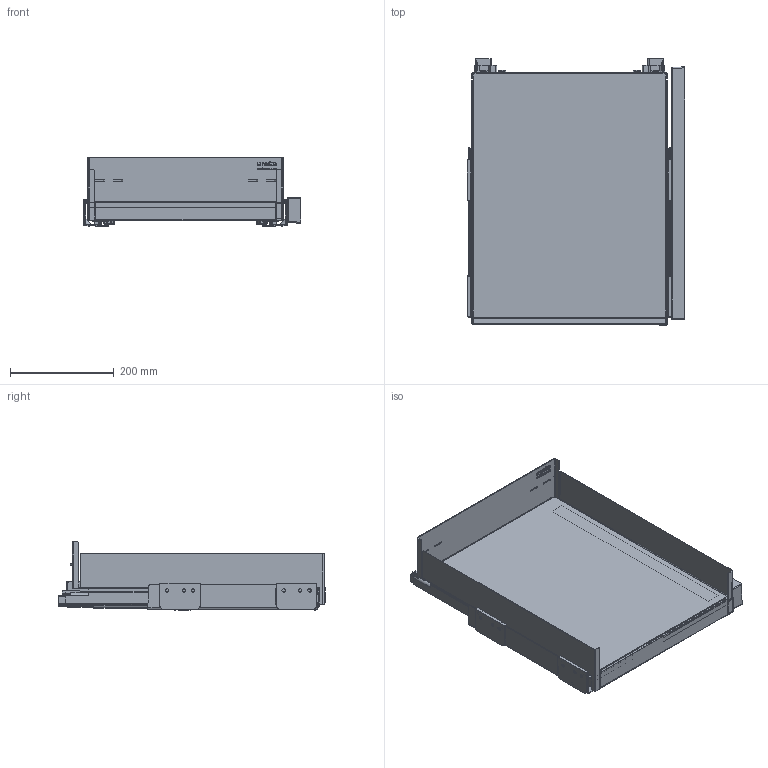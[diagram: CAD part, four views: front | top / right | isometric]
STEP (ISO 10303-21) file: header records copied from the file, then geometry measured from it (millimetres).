
FILE_DESCRIPTION(/* description */ (''),/* implementation_level */ '2;1');
FILE_NAME(/* name */ '3D_200-2717-XX.stp',/* time_stamp */ '2022-03-17T13:23:24+01:00',/* author */ ('as'),/* organization */ (''),/* preprocessor_version */ 'ST-DEVELOPER v18.1',/* originating_system */ 'Autodesk Inventor 2021',/* authorisation */ '');
FILE_SCHEMA (('CONFIG_CONTROL_DESIGN'));
Products named in the file (17): Ex Liro Blum Legrabox 450 mit DL Master 2; Tablar Ex Liro Legrabox 450 mit DL; Ex Liro Abdeckprofil 450 mit DL; Spacer Grass Dynapro; Spacer Grass Dynapro links; Türabweiser; Distanzleiste Grass Dynapro; Vollauszug Blum Legrabox NL 500 L; Vollauszug Blum Legrabox NL 500 L S1; Vollauszug Blum Legrabox NL 500 L S2; Vollauszug Blum Legrabox NL 500 L S3; hhhh; Vollauszug Blum Legrabox NL 500 R; Vollauszug Blum Legrabox NL 500 R S1; Vollauszug Blum Legrabox NL 500 R S2; Vollauszug Blum Legrabox NL 500 R S3; ddd
Assembly tree (18 placements, depth 3):
  Ex Liro Blum Legrabox 450 mit DL Master 2
    Tablar Ex Liro Legrabox 450 mit DL
    Ex Liro Abdeckprofil 450 mit DL
    Spacer Grass Dynapro  x2
    Spacer Grass Dynapro links  x2
    Türabweiser
    Distanzleiste Grass Dynapro
    Vollauszug Blum Legrabox NL 500 L
      Vollauszug Blum Legrabox NL 500 L S1
      Vollauszug Blum Legrabox NL 500 L S2
      Vollauszug Blum Legrabox NL 500 L S3
      hhhh
    Vollauszug Blum Legrabox NL 500 R
      Vollauszug Blum Legrabox NL 500 R S1
      Vollauszug Blum Legrabox NL 500 R S2
      Vollauszug Blum Legrabox NL 500 R S3
      ddd
Bounding box: 418 x 512.4 x 131.4 mm (x, y, z)
Volume: 1688795.8 mm3; surface area: 1370508 mm2
Topology: 20 solids, 20 shells, 2342 faces, 6260 edges, 4060 vertices
Faces by surface type: plane 1724, cylinder 509, bspline 59, cone 44, sphere 4, torus 2
Full cylindrical faces by diameter (mm): 3.5 x2, 5 x8, 6.4 x28, 6.435 x4, 6.47 x8, 7 x8
Entity records: 66607 total; most frequent: CARTESIAN_POINT 14392, ORIENTED_EDGE 10852, DIRECTION 10326, EDGE_CURVE 5426, LINE 4336, VECTOR 4336, VERTEX_POINT 3504, AXIS2_PLACEMENT_3D 2995
